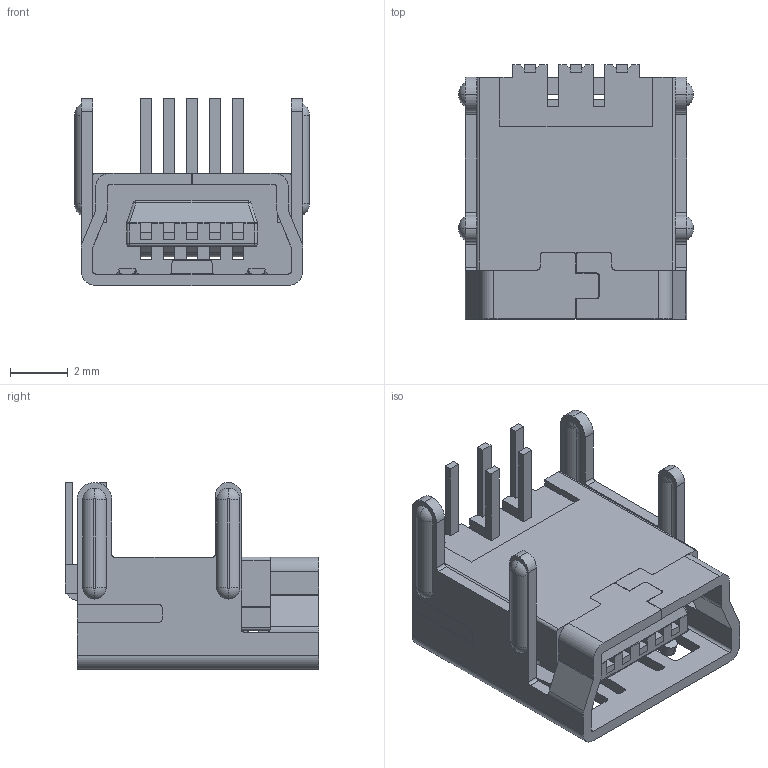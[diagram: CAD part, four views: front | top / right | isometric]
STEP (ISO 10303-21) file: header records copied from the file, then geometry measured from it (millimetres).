
FILE_DESCRIPTION(('STEP AP242'),'1');
FILE_NAME('651005136521.stp','2020-11-15T11:47:59',('TraceParts'),('TraceParts S.A.'),'Spatial InterOp 3D',' ',' ');
FILE_SCHEMA(('AP242_MANAGED_MODEL_BASED_3D_ENGINEERING_MIM_LF {1 0 10303 442 1 1 4}'));
Length unit declared in the file: millimetre
Products named in the file (1): 651005136521_1
Bounding box: 8.15 x 8.82 x 6.5 mm (x, y, z)
Volume: 138.6 mm3; surface area: 738.4 mm2
Topology: 7 solids, 7 shells, 564 faces, 1589 edges, 1024 vertices
Faces by surface type: plane 325, cylinder 193, torus 32, bspline 8, sphere 6
Entity records: 18564 total; most frequent: CARTESIAN_POINT 3670, ORIENTED_EDGE 3170, DIRECTION 3097, EDGE_CURVE 1585, LINE 1103, VECTOR 1103, VERTEX_POINT 1024, AXIS2_PLACEMENT_3D 997
